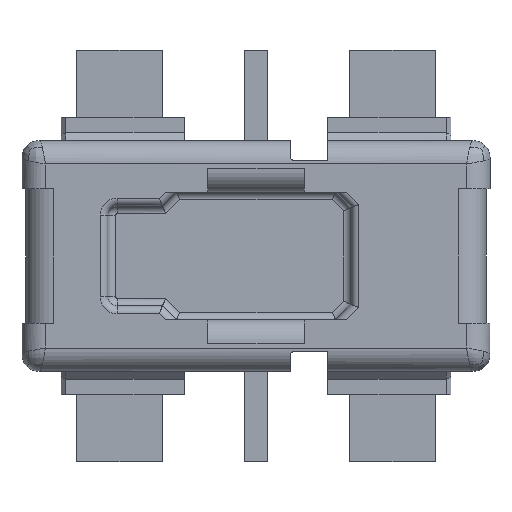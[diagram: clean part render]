
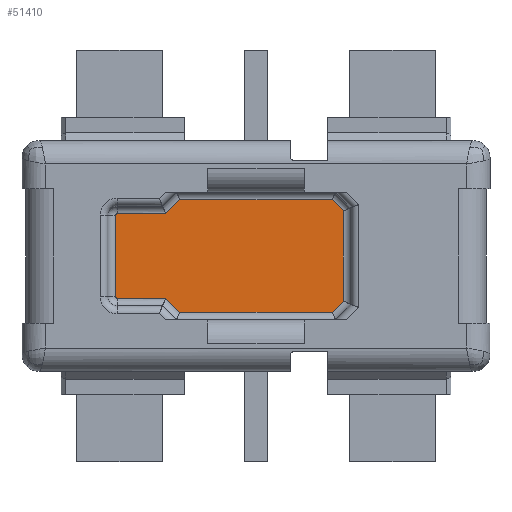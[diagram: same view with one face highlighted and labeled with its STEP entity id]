
A CAD part, front view. The second image highlights one B-rep face of the part: STEP entity #51410.
In plain terms, the highlighted planar face has unit normal (0, -1, 0).
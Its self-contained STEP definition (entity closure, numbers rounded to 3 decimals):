
#49900=CARTESIAN_POINT('',(-8.601,-2.935,
-8.76));
#49910=VERTEX_POINT('',#49900);
#49940=CARTESIAN_POINT('',(-9.579,-2.935,
-8.76));
#49950=DIRECTION('',(1.,0.,0.));
#49960=VECTOR('',#49950,1.);
#49970=LINE('',#49940,#49960);
#49980=CARTESIAN_POINT('',(-9.579,-2.935,
-8.76));
#49990=VERTEX_POINT('',#49980);
#50000=EDGE_CURVE('',#49990,#49910,#49970,.T.);
#50210=CARTESIAN_POINT('',(-9.579,-2.935,
-8.76));
#50220=DIRECTION('',(-0.707,0.,-0.707));
#50230=VECTOR('',#50220,1.);
#50240=LINE('',#50210,#50230);
#50250=CARTESIAN_POINT('',(-9.669,-2.935,
-8.85));
#50260=VERTEX_POINT('',#50250);
#50270=EDGE_CURVE('',#49990,#50260,#50240,.T.);
#50520=CARTESIAN_POINT('',(-8.493,-2.935,
-8.742));
#50530=DIRECTION('',(0.,-1.,0.));
#50540=DIRECTION('',(-1.,0.,0.));
#50550=AXIS2_PLACEMENT_3D('',#50520,#50530,#50540);
#50560=PLANE('',#50550);
#50570=CARTESIAN_POINT('',(-8.53,-2.935,
-8.831));
#50580=DIRECTION('',(0.,0.,-1.));
#50590=VECTOR('',#50580,1.);
#50600=LINE('',#50570,#50590);
#50610=CARTESIAN_POINT('',(-8.53,-2.935,
-8.831));
#50620=VERTEX_POINT('',#50610);
#50630=CARTESIAN_POINT('',(-8.53,-2.935,
-9.409));
#50640=VERTEX_POINT('',#50630);
#50650=EDGE_CURVE('',#50620,#50640,#50600,.T.);
#50660=ORIENTED_EDGE('',*,*,#50650,.F.);
#50670=CARTESIAN_POINT('',(-8.601,-2.935,
-9.48));
#50680=DIRECTION('',(0.707,0.,0.707));
#50690=VECTOR('',#50680,1.);
#50700=LINE('',#50670,#50690);
#50710=CARTESIAN_POINT('',(-8.601,-2.935,
-9.48));
#50720=VERTEX_POINT('',#50710);
#50730=EDGE_CURVE('',#50720,#50640,#50700,.T.);
#50740=ORIENTED_EDGE('',*,*,#50730,.T.);
#50750=CARTESIAN_POINT('',(-8.601,-2.935,
-9.48));
#50760=DIRECTION('',(-1.,0.,0.));
#50770=VECTOR('',#50760,1.);
#50780=LINE('',#50750,#50770);
#50790=CARTESIAN_POINT('',(-9.579,-2.935,
-9.48));
#50800=VERTEX_POINT('',#50790);
#50810=EDGE_CURVE('',#50720,#50800,#50780,.T.);
#50820=ORIENTED_EDGE('',*,*,#50810,.F.);
#50830=CARTESIAN_POINT('',(-9.669,-2.935,
-9.39));
#50840=DIRECTION('',(0.707,0.,-0.707));
#50850=VECTOR('',#50840,1.);
#50860=LINE('',#50830,#50850);
#50870=CARTESIAN_POINT('',(-9.669,-2.935,
-9.39));
#50880=VERTEX_POINT('',#50870);
#50890=EDGE_CURVE('',#50880,#50800,#50860,.T.);
#50900=ORIENTED_EDGE('',*,*,#50890,.T.);
#50910=CARTESIAN_POINT('',(-9.669,-2.935,
-9.39));
#50920=DIRECTION('',(-1.,0.,0.));
#50930=VECTOR('',#50920,1.);
#50940=LINE('',#50910,#50930);
#50950=CARTESIAN_POINT('',(-9.98,-2.935,
-9.39));
#50960=VERTEX_POINT('',#50950);
#50970=EDGE_CURVE('',#50880,#50960,#50940,.T.);
#50980=ORIENTED_EDGE('',*,*,#50970,.F.);
#50990=CARTESIAN_POINT('',(-9.98,-2.935,
-9.38));
#51000=DIRECTION('',(0.,-1.,-0.));
#51010=DIRECTION('',(-1.,0.,0.));
#51020=AXIS2_PLACEMENT_3D('',#50990,#51000,#51010);
#51030=CIRCLE('',#51020,0.01);
#51040=CARTESIAN_POINT('',(-9.99,-2.935,
-9.38));
#51050=VERTEX_POINT('',#51040);
#51060=EDGE_CURVE('',#51050,#50960,#51030,.T.);
#51070=ORIENTED_EDGE('',*,*,#51060,.T.);
#51080=CARTESIAN_POINT('',(-9.99,-2.935,
-9.38));
#51090=DIRECTION('',(0.,0.,1.));
#51100=VECTOR('',#51090,1.);
#51110=LINE('',#51080,#51100);
#51120=CARTESIAN_POINT('',(-9.99,-2.935,
-8.86));
#51130=VERTEX_POINT('',#51120);
#51140=EDGE_CURVE('',#51050,#51130,#51110,.T.);
#51150=ORIENTED_EDGE('',*,*,#51140,.F.);
#51160=CARTESIAN_POINT('',(-9.98,-2.935,
-8.86));
#51170=DIRECTION('',(0.,-1.,0.));
#51180=DIRECTION('',(0.,0.,1.));
#51190=AXIS2_PLACEMENT_3D('',#51160,#51170,#51180);
#51200=CIRCLE('',#51190,0.01);
#51210=CARTESIAN_POINT('',(-9.98,-2.935,
-8.85));
#51220=VERTEX_POINT('',#51210);
#51230=EDGE_CURVE('',#51220,#51130,#51200,.T.);
#51240=ORIENTED_EDGE('',*,*,#51230,.T.);
#51250=CARTESIAN_POINT('',(-9.98,-2.935,
-8.85));
#51260=DIRECTION('',(1.,0.,0.));
#51270=VECTOR('',#51260,1.);
#51280=LINE('',#51250,#51270);
#51290=EDGE_CURVE('',#51220,#50260,#51280,.T.);
#51300=ORIENTED_EDGE('',*,*,#51290,.F.);
#51310=ORIENTED_EDGE('',*,*,#50270,.T.);
#51320=ORIENTED_EDGE('',*,*,#50000,.F.);
#51330=CARTESIAN_POINT('',(-8.53,-2.935,
-8.831));
#51340=DIRECTION('',(-0.707,0.,0.707));
#51350=VECTOR('',#51340,1.);
#51360=LINE('',#51330,#51350);
#51370=EDGE_CURVE('',#50620,#49910,#51360,.T.);
#51380=ORIENTED_EDGE('',*,*,#51370,.T.);
#51390=EDGE_LOOP('',(#51380,#51320,#51310,#51300,#51240,#51150,#51070,
#50980,#50900,#50820,#50740,#50660));
#51400=FACE_OUTER_BOUND('',#51390,.T.);
#51410=ADVANCED_FACE('',(#51400),#50560,.T.);
